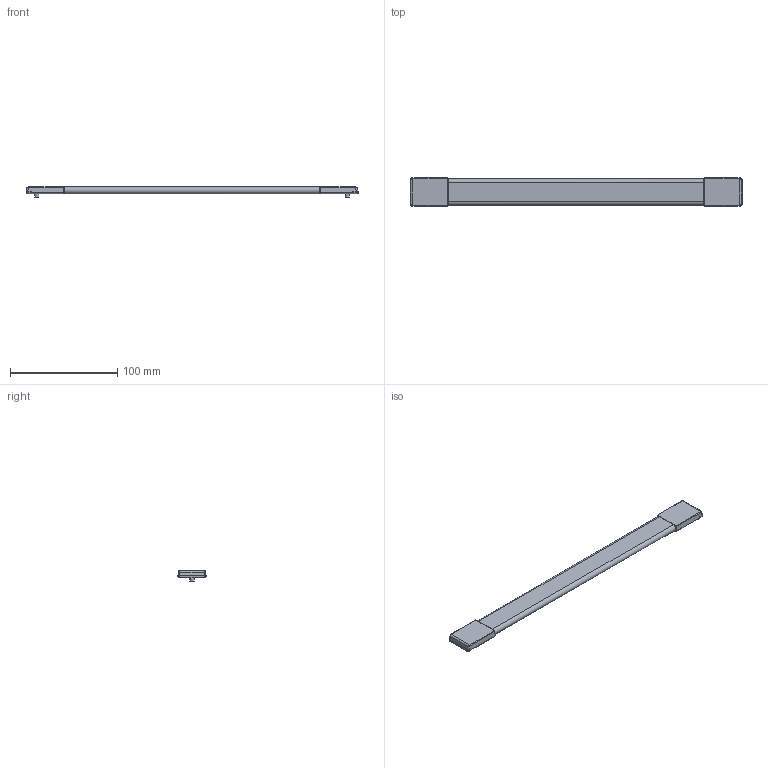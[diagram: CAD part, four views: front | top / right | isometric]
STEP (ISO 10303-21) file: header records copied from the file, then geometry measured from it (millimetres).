
FILE_DESCRIPTION((''),'2;1');
FILE_NAME('','2006-01-17T10:39:34',(''),(''),'','CADfix','');
FILE_SCHEMA(('AUTOMOTIVE_DESIGN'));
Length unit declared in the file: millimetre
Products named in the file (7): spacer; collar; base; cover; leaf spring; grip; THA_238_22765_36
Assembly tree (10 placements, depth 2):
  THA_238_22765_36
    spacer  x2
    collar  x2
    base  x2
    cover  x2
    leaf spring
    grip
Bounding box: 310 x 26.3 x 9.4 mm (x, y, z)
Volume: 37714.8 mm3; surface area: 47922.6 mm2
Topology: 10 solids, 10 shells, 198 faces, 634 edges, 460 vertices
Faces by surface type: bspline 198
Entity records: 4794 total; most frequent: CARTESIAN_POINT 2421, ORIENTED_EDGE 718, EDGE_CURVE 359, VERTEX_POINT 262, QUASI_UNIFORM_CURVE 217, B_SPLINE_CURVE_WITH_KNOTS 136, EDGE_LOOP 129, FACE_OUTER_BOUND 113
